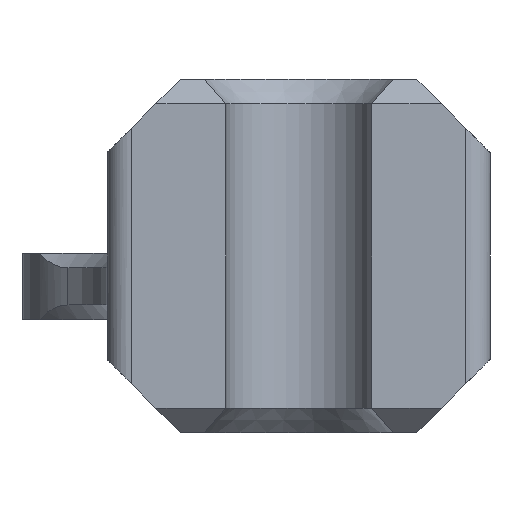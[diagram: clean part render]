
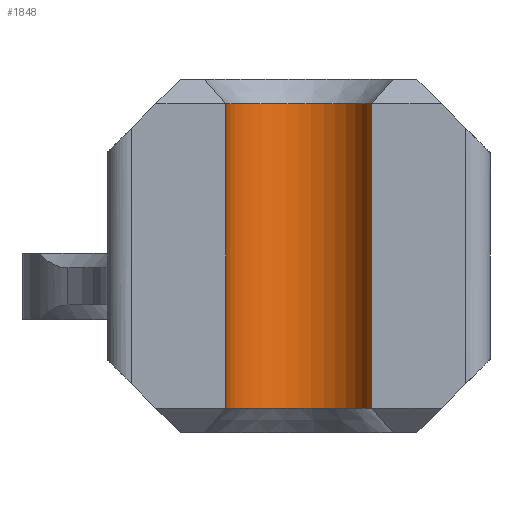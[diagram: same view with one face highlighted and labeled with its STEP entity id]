
A CAD part, left-side view. The second image highlights one B-rep face of the part: STEP entity #1848.
In plain terms, the highlighted cylindrical face has radius 1.5 mm (diameter 3 mm), a partial arc.
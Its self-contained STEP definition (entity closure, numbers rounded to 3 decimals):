
#36=CYLINDRICAL_SURFACE('',#2045,1.5);
#198=FACE_OUTER_BOUND('',#306,.T.);
#306=EDGE_LOOP('',(#1649,#1650,#1651,#1652));
#435=LINE('',#2990,#611);
#478=LINE('',#3134,#654);
#611=VECTOR('',#2367,10.);
#654=VECTOR('',#2486,10.);
#751=CIRCLE('',#2042,1.5);
#752=CIRCLE('',#2044,1.5);
#904=VERTEX_POINT('',#2987);
#905=VERTEX_POINT('',#2989);
#910=VERTEX_POINT('',#3008);
#936=VERTEX_POINT('',#3132);
#1110=EDGE_CURVE('',#904,#905,#435,.T.);
#1170=EDGE_CURVE('',#936,#910,#478,.T.);
#1187=EDGE_CURVE('',#910,#904,#751,.T.);
#1188=EDGE_CURVE('',#905,#936,#752,.T.);
#1649=ORIENTED_EDGE('',*,*,#1187,.F.);
#1650=ORIENTED_EDGE('',*,*,#1170,.F.);
#1651=ORIENTED_EDGE('',*,*,#1188,.F.);
#1652=ORIENTED_EDGE('',*,*,#1110,.F.);
#1848=ADVANCED_FACE('',(#198),#36,.F.);
#2042=AXIS2_PLACEMENT_3D('',#3187,#2533,#2534);
#2044=AXIS2_PLACEMENT_3D('',#3189,#2537,#2538);
#2045=AXIS2_PLACEMENT_3D('',#3190,#2539,#2540);
#2367=DIRECTION('',(0.,0.,-1.));
#2486=DIRECTION('',(0.,0.,1.));
#2533=DIRECTION('center_axis',(0.,0.,-1.));
#2534=DIRECTION('ref_axis',(1.,0.,0.));
#2537=DIRECTION('center_axis',(0.,0.,1.));
#2538=DIRECTION('ref_axis',(1.,0.,0.));
#2539=DIRECTION('center_axis',(0.,0.,1.));
#2540=DIRECTION('ref_axis',(1.,0.,0.));
#2987=CARTESIAN_POINT('',(-27.85,-0.35,4.5));
#2989=CARTESIAN_POINT('',(-27.85,-0.35,-1.75));
#2990=CARTESIAN_POINT('',(-27.85,-0.35,0.));
#3008=CARTESIAN_POINT('',(-27.85,2.65,4.5));
#3132=CARTESIAN_POINT('',(-27.85,2.65,-1.75));
#3134=CARTESIAN_POINT('',(-27.85,2.65,0.));
#3187=CARTESIAN_POINT('Origin',(-27.85,1.15,4.5));
#3189=CARTESIAN_POINT('Origin',(-27.85,1.15,-1.75));
#3190=CARTESIAN_POINT('Origin',(-27.85,1.15,0.));
